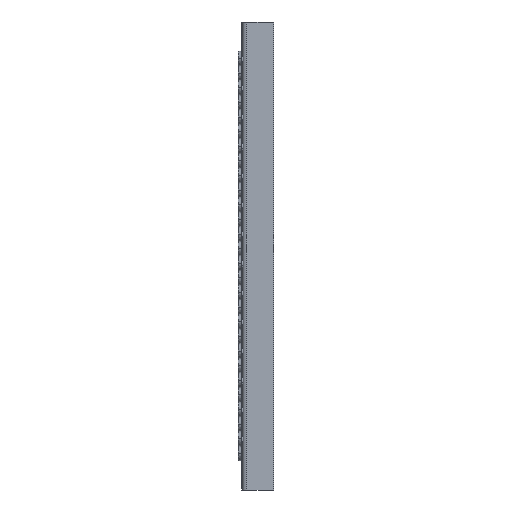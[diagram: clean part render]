
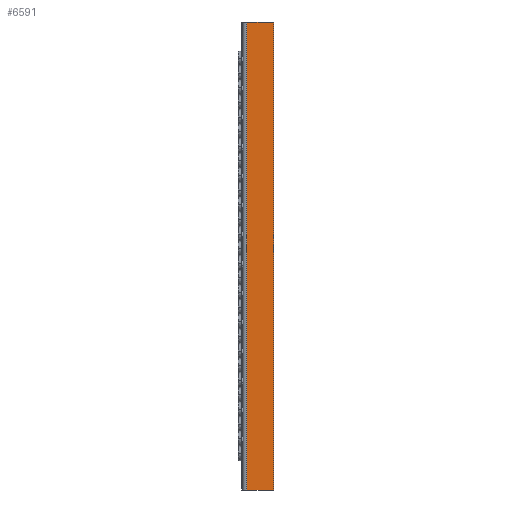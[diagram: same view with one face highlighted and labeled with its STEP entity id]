
A CAD part, left-side view. The second image highlights one B-rep face of the part: STEP entity #6591.
In plain terms, the highlighted planar face has unit normal (-1, 0, 0).
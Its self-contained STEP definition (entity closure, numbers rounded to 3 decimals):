
#84 = PLANE ( 'NONE',  #10807 ) ;
#138 = CARTESIAN_POINT ( 'NONE',  ( -15., 3., 400. ) ) ;
#1046 = VERTEX_POINT ( 'NONE', #14682 ) ;
#2505 = VECTOR ( 'NONE', #6475, 1000. ) ;
#4394 = FACE_OUTER_BOUND ( 'NONE', #7810, .T. ) ;
#4972 = EDGE_CURVE ( 'NONE', #22314, #5288, #22548, .T. ) ;
#5288 = VERTEX_POINT ( 'NONE', #19764 ) ;
#5455 = VECTOR ( 'NONE', #19170, 1000. ) ;
#6475 = DIRECTION ( 'NONE',  ( 0., 1., 0. ) ) ;
#6591 = ADVANCED_FACE ( 'NONE', ( #4394 ), #84, .T. ) ;
#7101 = CARTESIAN_POINT ( 'NONE',  ( -15., 3., 0. ) ) ;
#7308 = LINE ( 'NONE', #9394, #5455 ) ;
#7810 = EDGE_LOOP ( 'NONE', ( #25740, #12063, #10743, #10072 ) ) ;
#7830 = DIRECTION ( 'NONE',  ( 0., 0., -1. ) ) ;
#9394 = CARTESIAN_POINT ( 'NONE',  ( -15., 26., 400. ) ) ;
#10072 = ORIENTED_EDGE ( 'NONE', *, *, #24045, .T. ) ;
#10743 = ORIENTED_EDGE ( 'NONE', *, *, #22451, .T. ) ;
#10807 = AXIS2_PLACEMENT_3D ( 'NONE', #22025, #14197, #16026 ) ;
#12063 = ORIENTED_EDGE ( 'NONE', *, *, #23413, .F. ) ;
#13634 = DIRECTION ( 'NONE',  ( 0., 1., 0. ) ) ;
#14193 = CARTESIAN_POINT ( 'NONE',  ( -15., 3., 0. ) ) ;
#14197 = DIRECTION ( 'NONE',  ( -1., 0., 0. ) ) ;
#14682 = CARTESIAN_POINT ( 'NONE',  ( -15., 26., 400. ) ) ;
#16026 = DIRECTION ( 'NONE',  ( 0., 0., 1. ) ) ;
#16215 = VECTOR ( 'NONE', #13634, 1000. ) ;
#17506 = VECTOR ( 'NONE', #7830, 1000. ) ;
#18454 = CARTESIAN_POINT ( 'NONE',  ( -15., 3., 400. ) ) ;
#19170 = DIRECTION ( 'NONE',  ( 0., 0., -1. ) ) ;
#19764 = CARTESIAN_POINT ( 'NONE',  ( -15., 26., 0. ) ) ;
#20007 = CARTESIAN_POINT ( 'NONE',  ( -15., 3., 400. ) ) ;
#20404 = VERTEX_POINT ( 'NONE', #18454 ) ;
#21561 = LINE ( 'NONE', #138, #17506 ) ;
#22025 = CARTESIAN_POINT ( 'NONE',  ( -15., 3., 400. ) ) ;
#22314 = VERTEX_POINT ( 'NONE', #7101 ) ;
#22451 = EDGE_CURVE ( 'NONE', #20404, #1046, #25489, .T. ) ;
#22548 = LINE ( 'NONE', #14193, #2505 ) ;
#23413 = EDGE_CURVE ( 'NONE', #20404, #22314, #21561, .T. ) ;
#24045 = EDGE_CURVE ( 'NONE', #1046, #5288, #7308, .T. ) ;
#25489 = LINE ( 'NONE', #20007, #16215 ) ;
#25740 = ORIENTED_EDGE ( 'NONE', *, *, #4972, .F. ) ;
